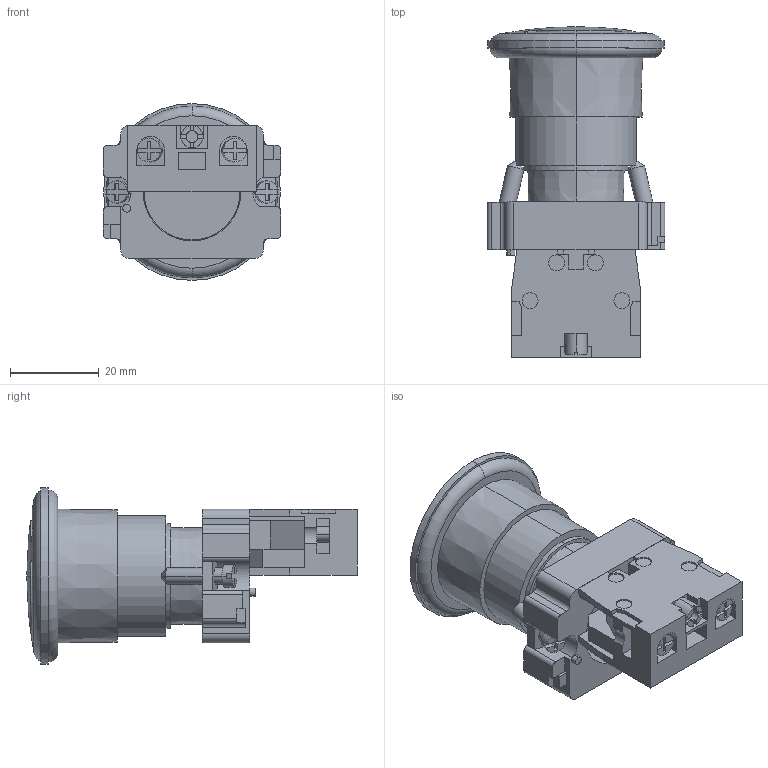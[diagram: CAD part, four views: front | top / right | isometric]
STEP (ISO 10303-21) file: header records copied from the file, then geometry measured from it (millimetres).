
FILE_DESCRIPTION (( 'STEP AP203' ), '1' );
FILE_NAME ('XB2-BS542.ÃÌ Êíîïêà BS542 ïîâîðîòíàÿ êðàñíàÿ Ãðèáîê.STEP', '2025-07-15T13:35:52', ( '' ), ( '' ), 'SwSTEP 2.0', 'SolidWorks 2021', '' );
FILE_SCHEMA (( 'CONFIG_CONTROL_DESIGN' ));
Length unit declared in the file: millimetre
Products named in the file (1): XB2-BS542.ÃÌ Êíîïêà BS542 ïîâîðîòíàÿ êðàñíàÿ Ãðèáîê
Bounding box: 40 x 74.35 x 39.8 mm (x, y, z)
Volume: 41764.5 mm3; surface area: 15898.9 mm2
Topology: 10 solids, 10 shells, 330 faces, 868 edges, 574 vertices
Faces by surface type: plane 234, cylinder 77, cone 8, sphere 7, torus 4
Entity records: 10268 total; most frequent: CARTESIAN_POINT 1797, DIRECTION 1775, ORIENTED_EDGE 1736, EDGE_CURVE 868, LINE 607, VECTOR 607, AXIS2_PLACEMENT_3D 584, VERTEX_POINT 574
